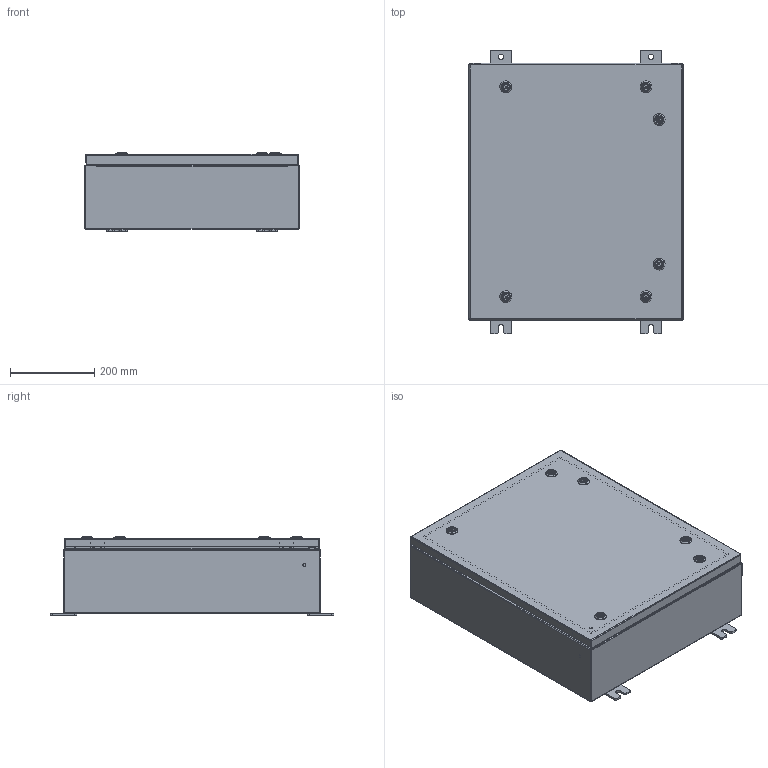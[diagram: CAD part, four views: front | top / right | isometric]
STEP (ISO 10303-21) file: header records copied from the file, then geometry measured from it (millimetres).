
FILE_DESCRIPTION (( 'STEP AP203' ), '1' );
FILE_NAME ('CHD242006WP.STEP', '2014-03-25T21:21:56', ( 'changeme' ), ( 'Microsoft' ), 'SwSTEP 2.0', 'SolidWorks 2013', '' );
FILE_SCHEMA (( 'CONFIG_CONTROL_DESIGN' ));
Length unit declared in the file: inch
Products named in the file (17): Washer-221320-IB-Industrilas_Washer-221320-IB-Industrilas; Quarter-20 CD Stud; Screw-221320-IB-Industrilas_Screw-221320-IB-Industrilas; CHDSS242006WP Cover; Insert-221320-IB-Industrilas_Insert-221320-IB-Industrilas; CHDSS242006WP Body; HW-CLH-E5-8004_Cam-232112-U-Industrilas; CHDSS242006WP Bottom; HW-CLH-R001-0500_2412-026240-2445-Industrilas; CHDSS242006WP Top; CHD242006WP; Concealed Hinge enclosure side; CHDSS242006WP Backpanel; Housing-211301-IB-Industrilas_Housing-211301-IB-Industrilas; CHDSS242006WP Mounting Studs; Nut-211301-IB-Industrilas_Nut-211301-IB-Industrilas; CHDSS242006WP Mounting Feet
Assembly tree (29 placements, depth 3):
  CHD242006WP
    CHDSS242006WP Backpanel
    CHDSS242006WP Mounting Studs  x4
    CHDSS242006WP Mounting Feet  x4
    Quarter-20 CD Stud  x2
    CHDSS242006WP Cover
    CHDSS242006WP Body
    CHDSS242006WP Bottom
    CHDSS242006WP Top
    Concealed Hinge enclosure side  x2
    HW-CLH-R001-0500_2412-026240-2445-Industrilas  x6
      Housing-211301-IB-Industrilas_Housing-211301-IB-Industrilas
      Nut-211301-IB-Industrilas_Nut-211301-IB-Industrilas
      Washer-221320-IB-Industrilas_Washer-221320-IB-Industrilas
      Screw-221320-IB-Industrilas_Screw-221320-IB-Industrilas
      Insert-221320-IB-Industrilas_Insert-221320-IB-Industrilas
      HW-CLH-E5-8004_Cam-232112-U-Industrilas
Bounding box: 508 x 673.1 x 186.84 mm (x, y, z)
Volume: 2882499.6 mm3; surface area: 2818937 mm2
Topology: 53 solids, 53 shells, 5376 faces, 13590 edges, 8334 vertices
Faces by surface type: cylinder 1676, plane 1564, bspline 1262, cone 720, torus 112, sphere 42
Entity records: 62375 total; most frequent: CARTESIAN_POINT 34854, ORIENTED_EDGE 5762, DIRECTION 4709, EDGE_CURVE 2881, AXIS2_PLACEMENT_3D 1754, VERTEX_POINT 1751, EDGE_LOOP 1210, LINE 1201
